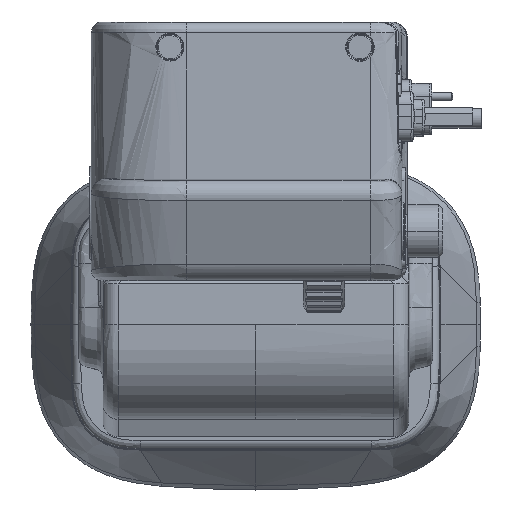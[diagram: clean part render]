
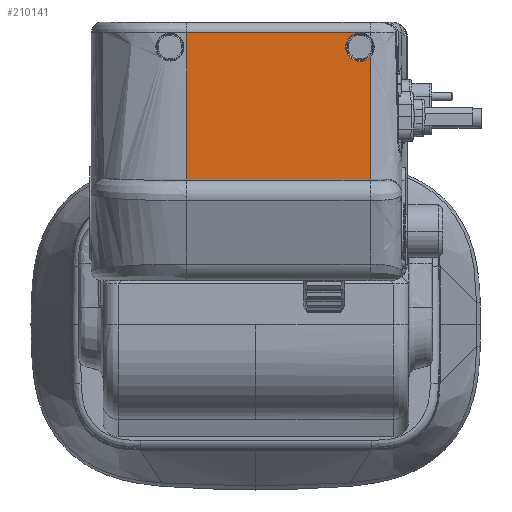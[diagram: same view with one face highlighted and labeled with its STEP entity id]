
A CAD part, front view. The second image highlights one B-rep face of the part: STEP entity #210141.
In plain terms, the highlighted planar face has unit normal (0, -1, 0).
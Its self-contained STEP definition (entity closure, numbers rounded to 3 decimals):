
#3772 = ORIENTED_EDGE ( 'NONE', *, *, #63630, .F. ) ;
#9069 = CARTESIAN_POINT ( 'NONE',  ( -67.2, -16.45, 8.649 ) ) ;
#9401 = DIRECTION ( 'NONE',  ( 1., 0., 0. ) ) ;
#10415 = DIRECTION ( 'NONE',  ( 1., 0., 0. ) ) ;
#10551 = DIRECTION ( 'NONE',  ( 0., 0., -1. ) ) ;
#12808 = CARTESIAN_POINT ( 'NONE',  ( -46.5, -16.45, 16.5 ) ) ;
#18443 = VECTOR ( 'NONE', #157098, 1000. ) ;
#18459 = EDGE_CURVE ( 'NONE', #160416, #105343, #147910, .T. ) ;
#29101 = VERTEX_POINT ( 'NONE', #54856 ) ;
#30277 = EDGE_CURVE ( 'NONE', #95632, #111491, #46642, .T. ) ;
#31606 = CARTESIAN_POINT ( 'NONE',  ( -46.5, -16.45, 14.8 ) ) ;
#33030 = CARTESIAN_POINT ( 'NONE',  ( -46.5, -16.45, 16.5 ) ) ;
#36399 = CARTESIAN_POINT ( 'NONE',  ( -67.2, -16.45, 0.7 ) ) ;
#39161 = VECTOR ( 'NONE', #68952, 1000. ) ;
#44585 = AXIS2_PLACEMENT_3D ( 'NONE', #33030, #50201, #173369 ) ;
#46642 = LINE ( 'NONE', #9069, #71059 ) ;
#50201 = DIRECTION ( 'NONE',  ( 0., 1., 0. ) ) ;
#50210 = EDGE_CURVE ( 'NONE', #76009, #29101, #70096, .T. ) ;
#54856 = CARTESIAN_POINT ( 'NONE',  ( -46.5, -16.45, 18.2 ) ) ;
#60657 = CARTESIAN_POINT ( 'NONE',  ( -56.25, -16.45, 0.7 ) ) ;
#60929 = CARTESIAN_POINT ( 'NONE',  ( -67.2, -16.45, 0.7 ) ) ;
#61460 = VECTOR ( 'NONE', #9401, 1000. ) ;
#63630 = EDGE_CURVE ( 'NONE', #111491, #29101, #112177, .T. ) ;
#68952 = DIRECTION ( 'NONE',  ( 1., 0., 0. ) ) ;
#70096 = CIRCLE ( 'NONE', #212890, 1.7 ) ;
#71059 = VECTOR ( 'NONE', #129836, 1000. ) ;
#75705 = ORIENTED_EDGE ( 'NONE', *, *, #101971, .T. ) ;
#76009 = VERTEX_POINT ( 'NONE', #31606 ) ;
#77178 = ORIENTED_EDGE ( 'NONE', *, *, #50210, .T. ) ;
#82325 = CARTESIAN_POINT ( 'NONE',  ( -45.3, -16.45, 0.7 ) ) ;
#84864 = CARTESIAN_POINT ( 'NONE',  ( -56.25, -16.45, 18.2 ) ) ;
#87433 = FACE_OUTER_BOUND ( 'NONE', #148967, .T. ) ;
#95632 = VERTEX_POINT ( 'NONE', #36399 ) ;
#101971 = EDGE_CURVE ( 'NONE', #160416, #76009, #199070, .T. ) ;
#105343 = VERTEX_POINT ( 'NONE', #82325 ) ;
#107565 = CARTESIAN_POINT ( 'NONE',  ( -45.3, -16.45, 15.296 ) ) ;
#111491 = VERTEX_POINT ( 'NONE', #208301 ) ;
#112177 = LINE ( 'NONE', #84864, #39161 ) ;
#123983 = AXIS2_PLACEMENT_3D ( 'NONE', #60929, #130458, #10415 ) ;
#124541 = CARTESIAN_POINT ( 'NONE',  ( -45.3, -16.45, 8.487 ) ) ;
#129836 = DIRECTION ( 'NONE',  ( 0., 0., 1. ) ) ;
#130458 = DIRECTION ( 'NONE',  ( 0., -1., 0. ) ) ;
#133594 = DIRECTION ( 'NONE',  ( 0., 1., 0. ) ) ;
#147910 = LINE ( 'NONE', #124541, #18443 ) ;
#148967 = EDGE_LOOP ( 'NONE', ( #220185, #177848, #181068, #75705, #77178, #3772 ) ) ;
#157098 = DIRECTION ( 'NONE',  ( 0., 0., -1. ) ) ;
#160416 = VERTEX_POINT ( 'NONE', #107565 ) ;
#165446 = EDGE_CURVE ( 'NONE', #95632, #105343, #166773, .T. ) ;
#166773 = LINE ( 'NONE', #60657, #61460 ) ;
#173369 = DIRECTION ( 'NONE',  ( 0., 0., -1. ) ) ;
#177848 = ORIENTED_EDGE ( 'NONE', *, *, #165446, .T. ) ;
#181068 = ORIENTED_EDGE ( 'NONE', *, *, #18459, .F. ) ;
#199070 = CIRCLE ( 'NONE', #44585, 1.7 ) ;
#208301 = CARTESIAN_POINT ( 'NONE',  ( -67.2, -16.45, 18.2 ) ) ;
#210141 = ADVANCED_FACE ( 'NONE', ( #87433 ), #218048, .T. ) ;
#212890 = AXIS2_PLACEMENT_3D ( 'NONE', #12808, #133594, #10551 ) ;
#218048 = PLANE ( 'NONE',  #123983 ) ;
#220185 = ORIENTED_EDGE ( 'NONE', *, *, #30277, .F. ) ;
